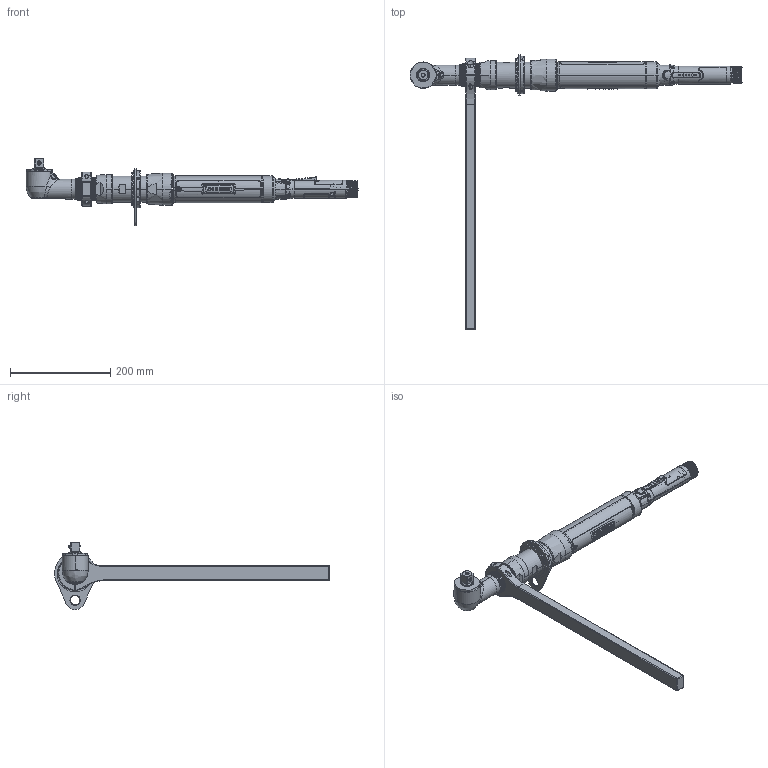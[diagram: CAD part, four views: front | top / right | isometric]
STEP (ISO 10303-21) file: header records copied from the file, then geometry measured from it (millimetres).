
FILE_DESCRIPTION((''),'2;1');
FILE_NAME('EB55LA26-120','2012-02-10T',('VST0704'),(''),'PRO/ENGINEER BY PARAMETRIC TECHNOLOGY CORPORATION, 2009460','PRO/ENGINEER BY PARAMETRIC TECHNOLOGY CORPORATION, 2009460','');
FILE_SCHEMA(('CONFIG_CONTROL_DESIGN'));
Products named in the file (1): EB55LA26-120
Bounding box: 663.21 x 549.16 x 134.87 mm (x, y, z)
Surface area: 231756.1 mm2 (no closed solid volume)
Topology: 0 solids, 337 shells, 778 faces, 4772 edges, 4281 vertices
Faces by surface type: cylinder 357, plane 166, bspline 104, cone 78, torus 54, extrusion 16, sphere 3
Entity records: 61647 total; most frequent: CARTESIAN_POINT 28876, DIRECTION 6029, ORIENTED_EDGE 5479, EDGE_CURVE 4769, VERTEX_POINT 4281, AXIS2_PLACEMENT_3D 2036, VECTOR 1957, LINE 1941
